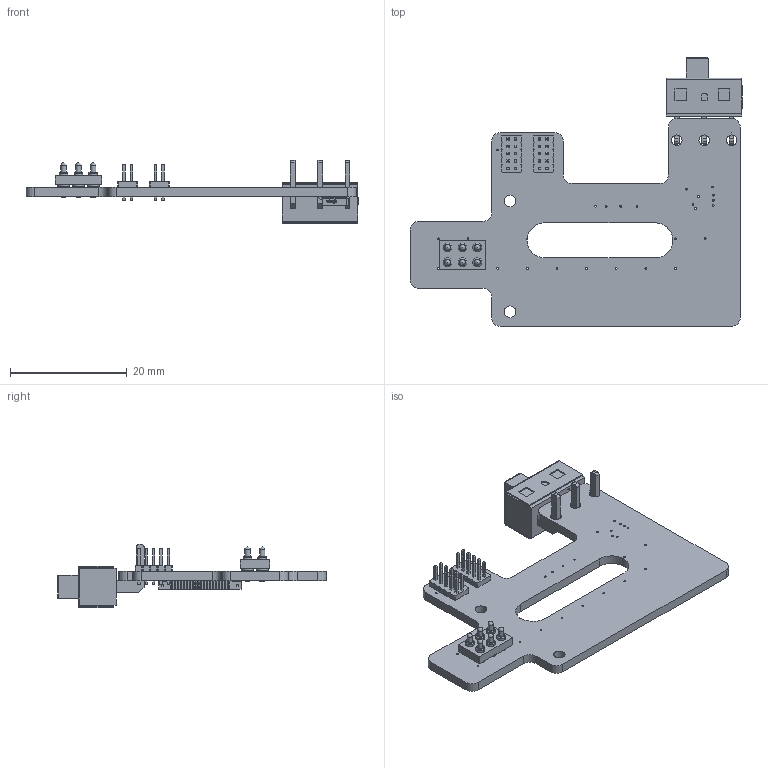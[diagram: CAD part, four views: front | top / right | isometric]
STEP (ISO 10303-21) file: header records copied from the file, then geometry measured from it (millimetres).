
FILE_DESCRIPTION(/* description */ (''),/* implementation_level */ '2;1');
FILE_NAME(/* name */ '04-底座-Hub1.step',/* time_stamp */ '2022-09-07T10:15:05+08:00',/* author */ (''),/* organization */ (''),/* preprocessor_version */ 'ST-DEVELOPER v19',/* originating_system */ 'Autodesk Translation Framework v11.7.0.108',/* authorisation */ '');
FILE_SCHEMA (('AUTOMOTIVE_DESIGN { 1 0 10303 214 3 1 1 }'));
Products named in the file (14): 04-底座-Hub1; COMPOUND (13); SW1 (2); SW-TH_3P-P4.70_L11.1-W12.7 (1); COMPOUND (1) (3); H1 (1); HDR-TH_10P-P1.27-V-F-R2-C5-S1.27; U1 (3); FPC-SMD_XUNPU_FPC-0.5FX-20PWBH15 (1); COMPOUND (2) (2); H2 (1); HDR-TH_10P-P1.27-V-F-R2-C5-S1.27_1; SOLID (4); pogopin
Assembly tree (14 placements, depth 5):
  04-底座-Hub1
    COMPOUND (13)
      SW1 (2)
        SW-TH_3P-P4.70_L11.1-W12.7 (1)
          COMPOUND (1) (3)
      H1 (1)
        HDR-TH_10P-P1.27-V-F-R2-C5-S1.27
          SOLID (4)
      U1 (3)
        FPC-SMD_XUNPU_FPC-0.5FX-20PWBH15 (1)
          COMPOUND (2) (2)
      H2 (1)
        HDR-TH_10P-P1.27-V-F-R2-C5-S1.27_1
          SOLID (4)
      pogopin
Bounding box: 56.93 x 46.05 x 10.81 mm (x, y, z)
Volume: 2902.1 mm3; surface area: 5055.1 mm2
Topology: 40 solids, 40 shells, 2695 faces, 7375 edges, 4828 vertices
Faces by surface type: plane 1762, cylinder 707, bspline 208, torus 12, sphere 6
Full cylindrical faces by diameter (mm): 0.305 x25, 0.701 x20, 0.8 x6, 0.9 x6, 1 x6, 1.5 x6, 1.8 x3, 2 x8
Entity records: 83789 total; most frequent: CARTESIAN_POINT 16860, ORIENTED_EDGE 13746, DIRECTION 12859, EDGE_CURVE 6873, LINE 5001, VECTOR 5001, VERTEX_POINT 4524, AXIS2_PLACEMENT_3D 3929
